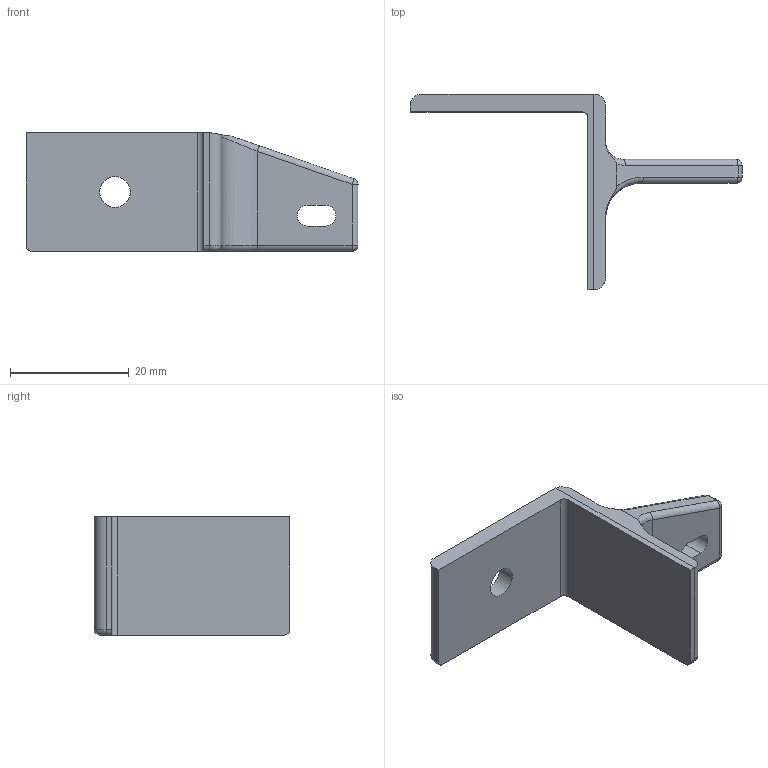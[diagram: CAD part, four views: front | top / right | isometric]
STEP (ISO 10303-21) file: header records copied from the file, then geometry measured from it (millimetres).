
FILE_DESCRIPTION(/* description */ (''),/* implementation_level */ '2;1');
FILE_NAME(/* name */ 'Hotbed_Bracket_16mm_3030 v1.step',/* time_stamp */ '2020-09-20T21:17:19+02:00',/* author */ (''),/* organization */ (''),/* preprocessor_version */ 'ST-DEVELOPER v18.1',/* originating_system */ 'Autodesk Translation Framework v9.3.0.1241',/* authorisation */ '');
FILE_SCHEMA (('AUTOMOTIVE_DESIGN { 1 0 10303 214 3 1 1 }'));
Length unit declared in the file: millimetre
Products named in the file (1): Hotbed_Bracket_16mm_3030
Bounding box: 56 x 33 x 20 mm (x, y, z)
Volume: 5197.6 mm3; surface area: 3734.3 mm2
Topology: 1 solids, 1 shells, 49 faces, 115 edges, 68 vertices
Faces by surface type: cylinder 22, plane 16, bspline 5, sphere 4, torus 2
Full cylindrical faces by diameter (mm): 5.2 x1
Entity records: 1552 total; most frequent: CARTESIAN_POINT 371, DIRECTION 252, ORIENTED_EDGE 230, EDGE_CURVE 115, AXIS2_PLACEMENT_3D 96, VERTEX_POINT 68, LINE 60, VECTOR 60
